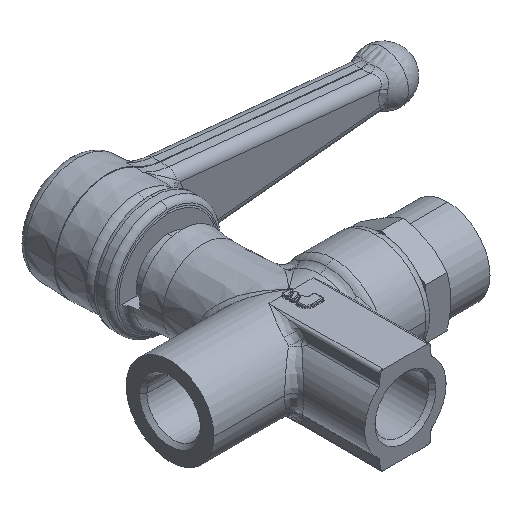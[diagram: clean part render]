
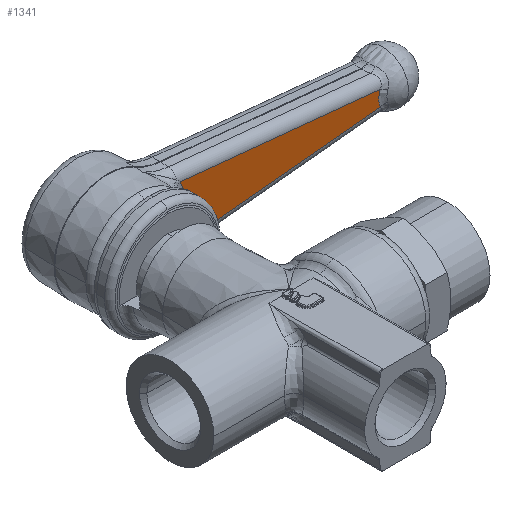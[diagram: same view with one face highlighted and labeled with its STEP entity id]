
A CAD part, isometric view. The second image highlights one B-rep face of the part: STEP entity #1341.
In plain terms, the highlighted planar face has unit normal (0, -1, 0).
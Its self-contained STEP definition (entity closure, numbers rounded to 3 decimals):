
#1341=ADVANCED_FACE('',(#2929),#2930,.F.);
#2929=FACE_OUTER_BOUND('',#6458,.T.);
#2930=PLANE('',#6459);
#6458=EDGE_LOOP('',(#11098,#11099,#11100,#11101));
#6459=AXIS2_PLACEMENT_3D('',#11102,#11103,#11104);
#11098=ORIENTED_EDGE('',*,*,#15210,.T.);
#11099=ORIENTED_EDGE('',*,*,#15211,.T.);
#11100=ORIENTED_EDGE('',*,*,#15088,.F.);
#11101=ORIENTED_EDGE('',*,*,#15212,.T.);
#11102=CARTESIAN_POINT('',(0.0,26.5,0.0));
#11103=DIRECTION('',(-0.0,1.0,0.0));
#11104=DIRECTION('',(1.0,0.0,0.0));
#15088=EDGE_CURVE('',#17936,#17173,#17937,.T.);
#15210=EDGE_CURVE('',#16918,#18098,#18099,.T.);
#15211=EDGE_CURVE('',#18098,#17173,#18100,.T.);
#15212=EDGE_CURVE('',#17936,#16918,#18101,.T.);
#16918=VERTEX_POINT('',#20486);
#17173=VERTEX_POINT('',#21073);
#17936=VERTEX_POINT('',#22782);
#17937=B_SPLINE_CURVE_WITH_KNOTS('',3,(#22783,#22784,#22785,#22786,#22787,#22788,#22789,#22790,#22791,#22792,#22793,#22794,#22795,#22796,#22797,#22798,#22799,#22800,#22801),.UNSPECIFIED.,.F.,.F.,(4,3,3,3,3,3,4),(0.,0.246,0.25,0.498,0.75,0.751,1.),.UNSPECIFIED.);
#18098=VERTEX_POINT('',#23751);
#18099=CIRCLE('',#23752,9.831);
#18100=LINE('',#23753,#23754);
#18101=LINE('',#23755,#23756);
#20486=CARTESIAN_POINT('',(8.791,26.5,4.4));
#21073=CARTESIAN_POINT('',(40.731,26.5,-1.226));
#22782=CARTESIAN_POINT('',(40.731,26.5,1.226));
#22783=CARTESIAN_POINT('',(40.731,26.5,1.226));
#22784=CARTESIAN_POINT('',(40.658,26.5,1.031));
#22785=CARTESIAN_POINT('',(40.604,26.5,0.833));
#22786=CARTESIAN_POINT('',(40.567,26.5,0.632));
#22787=CARTESIAN_POINT('',(40.566,26.5,0.628));
#22788=CARTESIAN_POINT('',(40.565,26.5,0.625));
#22789=CARTESIAN_POINT('',(40.565,26.5,0.622));
#22790=CARTESIAN_POINT('',(40.528,26.5,0.418));
#22791=CARTESIAN_POINT('',(40.509,26.5,0.211));
#22792=CARTESIAN_POINT('',(40.509,26.5,0.005));
#22793=CARTESIAN_POINT('',(40.509,26.5,-0.205));
#22794=CARTESIAN_POINT('',(40.527,26.5,-0.415));
#22795=CARTESIAN_POINT('',(40.565,26.5,-0.621));
#22796=CARTESIAN_POINT('',(40.565,26.5,-0.622));
#22797=CARTESIAN_POINT('',(40.565,26.5,-0.622));
#22798=CARTESIAN_POINT('',(40.565,26.5,-0.623));
#22799=CARTESIAN_POINT('',(40.602,26.5,-0.827));
#22800=CARTESIAN_POINT('',(40.657,26.5,-1.028));
#22801=CARTESIAN_POINT('',(40.731,26.5,-1.226));
#23751=CARTESIAN_POINT('',(8.791,26.5,-4.4));
#23752=AXIS2_PLACEMENT_3D('',#27823,#27824,#27825);
#23753=CARTESIAN_POINT('',(8.791,26.5,-4.4));
#23754=VECTOR('',#27826,32.097);
#23755=CARTESIAN_POINT('',(40.731,26.5,1.226));
#23756=VECTOR('',#27827,32.097);
#27823=CARTESIAN_POINT('',(0.0,26.5,0.0));
#27824=DIRECTION('',(-0.0,1.0,0.0));
#27825=DIRECTION('',(0.894,0.0,0.448));
#27826=DIRECTION('',(0.995,0.,0.099));
#27827=DIRECTION('',(-0.995,0.,0.099));
